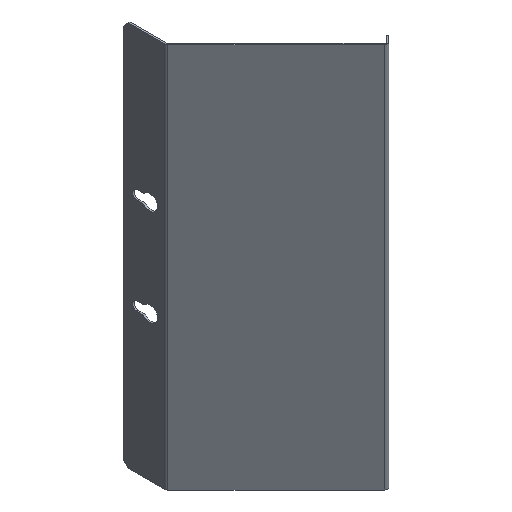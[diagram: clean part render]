
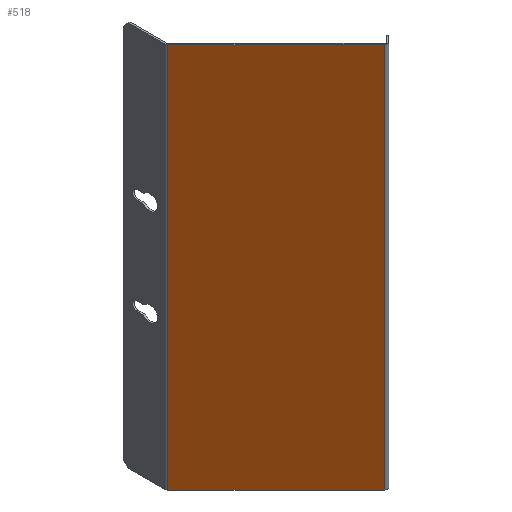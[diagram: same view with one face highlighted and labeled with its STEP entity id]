
A CAD part, isometric view. The second image highlights one B-rep face of the part: STEP entity #518.
In plain terms, the highlighted planar face has unit normal (-0.707, -0.707, 0).
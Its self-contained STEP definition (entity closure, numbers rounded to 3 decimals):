
#68=FACE_OUTER_BOUND('',#98,.T.);
#98=EDGE_LOOP('',(#471,#472,#473,#474));
#124=LINE('',#773,#180);
#138=LINE('',#813,#194);
#149=LINE('',#834,#205);
#150=LINE('',#836,#206);
#180=VECTOR('',#622,142.879);
#194=VECTOR('',#652,142.879);
#205=VECTOR('',#675,360.);
#206=VECTOR('',#678,360.);
#235=VERTEX_POINT('',#770);
#236=VERTEX_POINT('',#772);
#253=VERTEX_POINT('',#810);
#254=VERTEX_POINT('',#812);
#291=EDGE_CURVE('',#235,#236,#124,.T.);
#311=EDGE_CURVE('',#253,#254,#138,.T.);
#323=EDGE_CURVE('',#236,#253,#149,.T.);
#324=EDGE_CURVE('',#254,#235,#150,.T.);
#471=ORIENTED_EDGE('',*,*,#323,.F.);
#472=ORIENTED_EDGE('',*,*,#291,.F.);
#473=ORIENTED_EDGE('',*,*,#324,.F.);
#474=ORIENTED_EDGE('',*,*,#311,.F.);
#492=PLANE('',#562);
#518=ADVANCED_FACE('',(#68),#492,.T.);
#562=AXIS2_PLACEMENT_3D('',#851,#703,#704);
#622=DIRECTION('',(0.707,-0.707,0.));
#652=DIRECTION('',(-0.707,0.707,0.));
#675=DIRECTION('',(0.,0.,-1.));
#678=DIRECTION('',(0.,0.,1.));
#703=DIRECTION('center_axis',(-0.707,-0.707,0.));
#704=DIRECTION('ref_axis',(0.707,-0.707,0.));
#770=CARTESIAN_POINT('',(0.879,-0.879,360.));
#772=CARTESIAN_POINT('',(101.909,-101.909,360.));
#773=CARTESIAN_POINT('',(104.03,-104.03,360.));
#810=CARTESIAN_POINT('',(101.909,-101.909,0.));
#812=CARTESIAN_POINT('',(0.879,-0.879,0.));
#813=CARTESIAN_POINT('',(104.03,-104.03,0.));
#834=CARTESIAN_POINT('',(101.909,-101.909,0.));
#836=CARTESIAN_POINT('',(0.879,-0.879,0.));
#851=CARTESIAN_POINT('Origin',(0.,0.,0.));
